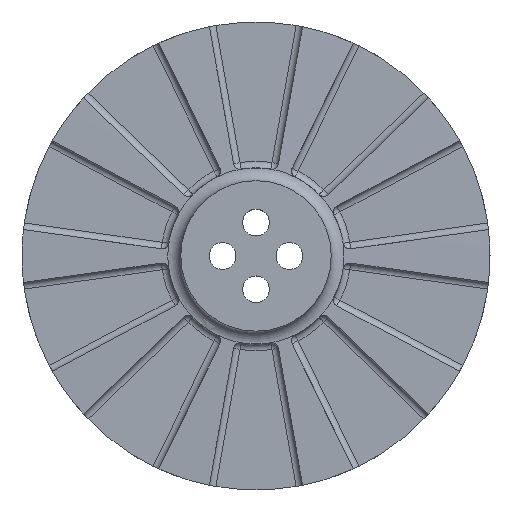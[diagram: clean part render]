
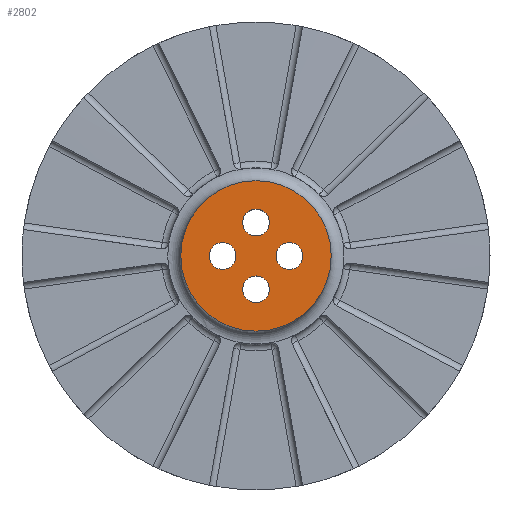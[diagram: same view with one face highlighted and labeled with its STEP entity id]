
A CAD part, top view. The second image highlights one B-rep face of the part: STEP entity #2802.
In plain terms, the highlighted planar face has unit normal (0, 0, 1).
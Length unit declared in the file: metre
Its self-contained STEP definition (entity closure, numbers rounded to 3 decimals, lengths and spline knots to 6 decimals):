
#75=PLANE('',#3169);
#1326=ORIENTED_EDGE('',*,*,#1775,.F.);
#1327=ORIENTED_EDGE('',*,*,#1776,.F.);
#1328=ORIENTED_EDGE('',*,*,#1777,.F.);
#1329=ORIENTED_EDGE('',*,*,#1778,.F.);
#1330=ORIENTED_EDGE('',*,*,#1774,.F.);
#1774=EDGE_CURVE('',#2038,#2038,#2230,.T.);
#1775=EDGE_CURVE('',#2039,#2039,#2231,.F.);
#1776=EDGE_CURVE('',#2040,#2040,#2232,.F.);
#1777=EDGE_CURVE('',#2041,#2041,#2233,.F.);
#1778=EDGE_CURVE('',#2042,#2042,#2234,.F.);
#2038=VERTEX_POINT('',#5109);
#2039=VERTEX_POINT('',#5112);
#2040=VERTEX_POINT('',#5114);
#2041=VERTEX_POINT('',#5116);
#2042=VERTEX_POINT('',#5118);
#2230=CIRCLE('',#3168,0.018);
#2231=CIRCLE('',#3170,0.0032);
#2232=CIRCLE('',#3171,0.0032);
#2233=CIRCLE('',#3172,0.0032);
#2234=CIRCLE('',#3173,0.0032);
#2415=EDGE_LOOP('',(#1326));
#2416=EDGE_LOOP('',(#1327));
#2417=EDGE_LOOP('',(#1328));
#2418=EDGE_LOOP('',(#1329));
#2419=EDGE_LOOP('',(#1330));
#2609=FACE_BOUND('',#2415,.T.);
#2610=FACE_BOUND('',#2416,.T.);
#2611=FACE_BOUND('',#2417,.T.);
#2612=FACE_BOUND('',#2418,.T.);
#2613=FACE_BOUND('',#2419,.T.);
#2802=ADVANCED_FACE('',(#2609,#2610,#2611,#2612,#2613),#75,.F.);
#3168=AXIS2_PLACEMENT_3D('',#5108,#4027,#4028);
#3169=AXIS2_PLACEMENT_3D('',#5110,#4029,#4030);
#3170=AXIS2_PLACEMENT_3D('',#5111,#4031,#4032);
#3171=AXIS2_PLACEMENT_3D('',#5113,#4033,#4034);
#3172=AXIS2_PLACEMENT_3D('',#5115,#4035,#4036);
#3173=AXIS2_PLACEMENT_3D('',#5117,#4037,#4038);
#4027=DIRECTION('',(0.,0.,-1.));
#4028=DIRECTION('',(-1.,0.,0.));
#4029=DIRECTION('',(0.,0.,-1.));
#4030=DIRECTION('',(-1.,0.,0.));
#4031=DIRECTION('',(0.,0.,-1.));
#4032=DIRECTION('',(-1.,0.,0.));
#4033=DIRECTION('',(0.,0.,-1.));
#4034=DIRECTION('',(-1.,0.,0.));
#4035=DIRECTION('',(0.,0.,-1.));
#4036=DIRECTION('',(-1.,0.,0.));
#4037=DIRECTION('',(0.,0.,-1.));
#4038=DIRECTION('',(-1.,0.,0.));
#5108=CARTESIAN_POINT('',(0.,0.,0.00889));
#5109=CARTESIAN_POINT('',(-0.018,0.,0.00889));
#5110=CARTESIAN_POINT('',(0.,0.009,0.00889));
#5111=CARTESIAN_POINT('',(0.,0.008,0.00889));
#5112=CARTESIAN_POINT('',(-0.0032,0.008,0.00889));
#5113=CARTESIAN_POINT('',(-0.008,0.,0.00889));
#5114=CARTESIAN_POINT('',(-0.0112,0.,0.00889));
#5115=CARTESIAN_POINT('',(0.,-0.008,0.00889));
#5116=CARTESIAN_POINT('',(-0.0032,-0.008,0.00889));
#5117=CARTESIAN_POINT('',(0.008,0.,0.00889));
#5118=CARTESIAN_POINT('',(0.0048,0.,0.00889));
